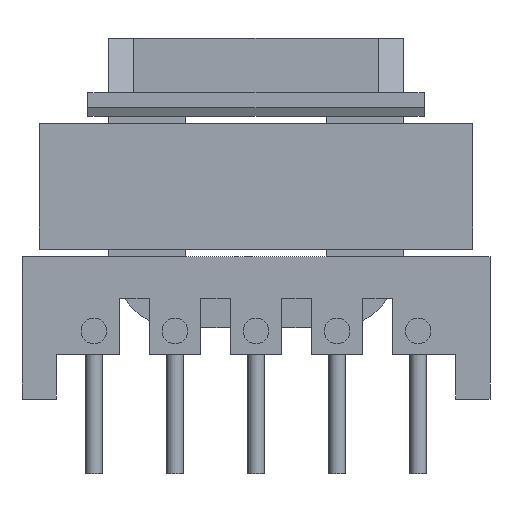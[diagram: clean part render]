
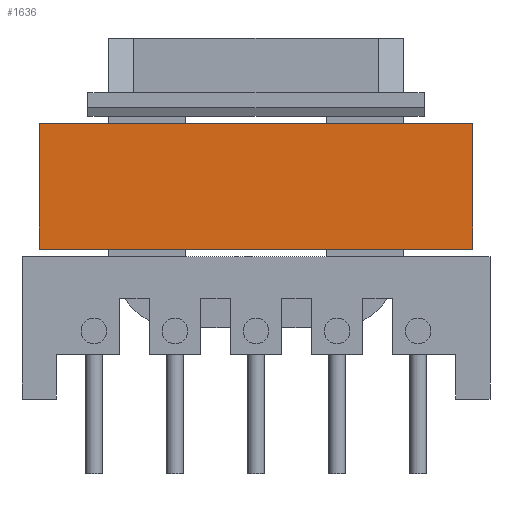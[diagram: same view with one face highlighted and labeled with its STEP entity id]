
A CAD part, front view. The second image highlights one B-rep face of the part: STEP entity #1636.
In plain terms, the highlighted face is planar.
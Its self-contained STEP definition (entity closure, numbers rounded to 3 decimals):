
#1636 = ADVANCED_FACE( '', ( #3044 ), #3045, .T. );
#3044 = FACE_OUTER_BOUND( '', #3604, .T. );
#3045 = PLANE( '', #3605 );
#3604 = EDGE_LOOP( '', ( #4445, #4446, #4447, #4448 ) );
#3605 = AXIS2_PLACEMENT_3D( '', #4449, #4450, #4451 );
#4445 = ORIENTED_EDGE( '', *, *, #5632, .F. );
#4446 = ORIENTED_EDGE( '', *, *, #5631, .F. );
#4447 = ORIENTED_EDGE( '', *, *, #5628, .T. );
#4448 = ORIENTED_EDGE( '', *, *, #5633, .T. );
#4449 = CARTESIAN_POINT( '', ( -10.2, 10.1, 2.95 ) );
#4450 = DIRECTION( '', ( 0., 1., 0. ) );
#4451 = DIRECTION( '', ( -1., 0., 0. ) );
#5628 = EDGE_CURVE( '', #6162, #6160, #6163, .T. );
#5631 = EDGE_CURVE( '', #6162, #6165, #6167, .T. );
#5632 = EDGE_CURVE( '', #6165, #6168, #6169, .T. );
#5633 = EDGE_CURVE( '', #6160, #6168, #6170, .T. );
#6160 = VERTEX_POINT( '', #6237 );
#6162 = VERTEX_POINT( '', #6240 );
#6163 = LINE( '', #6241, #6242 );
#6165 = VERTEX_POINT( '', #6245 );
#6167 = LINE( '', #6248, #6249 );
#6168 = VERTEX_POINT( '', #6250 );
#6169 = LINE( '', #6251, #6252 );
#6170 = LINE( '', #6253, #6254 );
#6237 = CARTESIAN_POINT( '', ( 10.2, 10.1, 2.95 ) );
#6240 = CARTESIAN_POINT( '', ( -10.2, 10.1, 2.95 ) );
#6241 = CARTESIAN_POINT( '', ( -10.2, 10.1, 2.95 ) );
#6242 = VECTOR( '', #6302, 1000. );
#6245 = CARTESIAN_POINT( '', ( -10.2, 10.1, -2.95 ) );
#6248 = CARTESIAN_POINT( '', ( -10.2, 10.1, 2.95 ) );
#6249 = VECTOR( '', #6305, 1000. );
#6250 = CARTESIAN_POINT( '', ( 10.2, 10.1, -2.95 ) );
#6251 = CARTESIAN_POINT( '', ( -10.2, 10.1, -2.95 ) );
#6252 = VECTOR( '', #6306, 1000. );
#6253 = CARTESIAN_POINT( '', ( 10.2, 10.1, 2.95 ) );
#6254 = VECTOR( '', #6307, 1000. );
#6302 = DIRECTION( '', ( 1., 0., 0. ) );
#6305 = DIRECTION( '', ( 0., 0., -1. ) );
#6306 = DIRECTION( '', ( 1., 0., 0. ) );
#6307 = DIRECTION( '', ( 0., 0., -1. ) );
